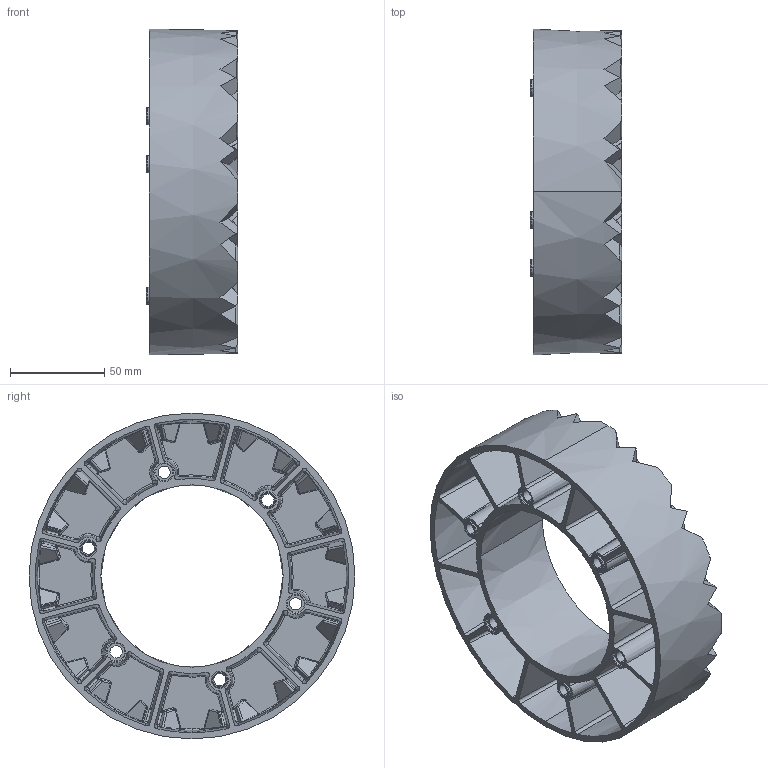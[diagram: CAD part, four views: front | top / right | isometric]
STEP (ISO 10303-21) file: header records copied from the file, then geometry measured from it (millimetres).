
FILE_DESCRIPTION (( 'STEP AP214' ), '1' );
FILE_NAME ('am-2336h 10_Half_Hub REV2.STEP', '2018-06-08T15:02:50', ( '' ), ( '' ), 'SwSTEP 2.0', 'SolidWorks 2017', '' );
FILE_SCHEMA (( 'AUTOMOTIVE_DESIGN' ));
Length unit declared in the file: inch
Products named in the file (1): am-2336h 10_Half_Hub REV2
Bounding box: 48.55 x 173.09 x 173.09 mm (x, y, z)
Volume: 244232.9 mm3; surface area: 138363.1 mm2
Topology: 1 solids, 1 shells, 954 faces, 2314 edges, 1371 vertices
Faces by surface type: plane 260, bspline 256, cylinder 251, sphere 74, torus 68, cone 45
Entity records: 35096 total; most frequent: CARTESIAN_POINT 15023, ORIENTED_EDGE 4610, DIRECTION 3776, EDGE_CURVE 2305, AXIS2_PLACEMENT_3D 1488, VERTEX_POINT 1371, EDGE_LOOP 986, FACE_OUTER_BOUND 954
